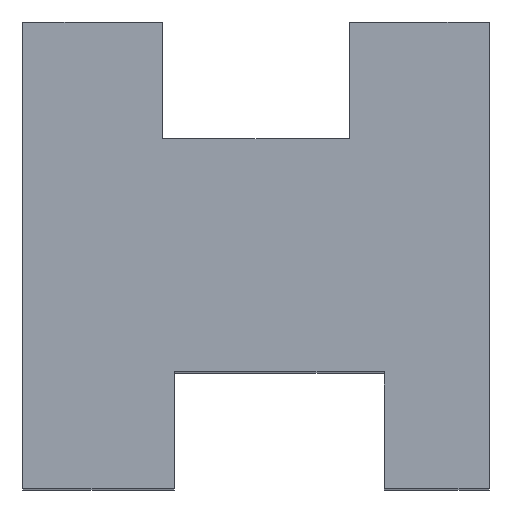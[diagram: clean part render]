
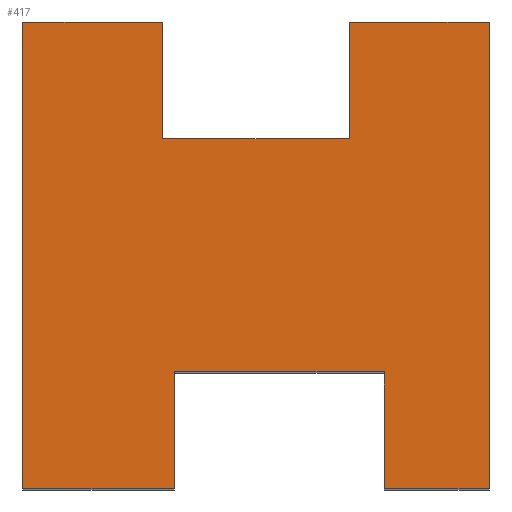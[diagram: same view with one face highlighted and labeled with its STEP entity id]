
A CAD part, top view. The second image highlights one B-rep face of the part: STEP entity #417.
In plain terms, the highlighted free-form (B-spline) face has degree [1, 1] with [2, 2] control points.
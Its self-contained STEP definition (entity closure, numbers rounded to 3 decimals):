
#21 = EDGE_CURVE('',#22,#24,#26,.T.);
#22 = VERTEX_POINT('',#23);
#23 = CARTESIAN_POINT('',(40.637,0.,91.761));
#24 = VERTEX_POINT('',#25);
#25 = CARTESIAN_POINT('',(52.435,0.,91.761));
#26 = B_SPLINE_CURVE_WITH_KNOTS('',1,(#27,#28),.UNSPECIFIED.,.F.,.F.,(2,
    2),(31.,40.),.PIECEWISE_BEZIER_KNOTS.);
#27 = CARTESIAN_POINT('',(40.637,0.,91.761));
#28 = CARTESIAN_POINT('',(52.435,0.,91.761));
#103 = VERTEX_POINT('',#104);
#104 = CARTESIAN_POINT('',(0.,0.,91.761));
#109 = EDGE_CURVE('',#110,#103,#112,.T.);
#110 = VERTEX_POINT('',#111);
#111 = CARTESIAN_POINT('',(0.,52.435,91.761));
#112 = B_SPLINE_CURVE_WITH_KNOTS('',1,(#113,#114),.UNSPECIFIED.,.F.,.F.,
  (2,2),(-40.,-0.),.PIECEWISE_BEZIER_KNOTS.);
#113 = CARTESIAN_POINT('',(0.,52.435,91.761));
#114 = CARTESIAN_POINT('',(0.,0.,91.761));
#157 = VERTEX_POINT('',#158);
#158 = CARTESIAN_POINT('',(17.041,0.,91.761));
#163 = EDGE_CURVE('',#103,#157,#164,.T.);
#164 = B_SPLINE_CURVE_WITH_KNOTS('',1,(#165,#166),.UNSPECIFIED.,.F.,.F.,
  (2,2),(0.,13.),.PIECEWISE_BEZIER_KNOTS.);
#165 = CARTESIAN_POINT('',(0.,0.,91.761));
#166 = CARTESIAN_POINT('',(17.041,0.,91.761));
#205 = VERTEX_POINT('',#206);
#206 = CARTESIAN_POINT('',(52.435,52.435,91.761
    ));
#211 = EDGE_CURVE('',#24,#205,#212,.T.);
#212 = B_SPLINE_CURVE_WITH_KNOTS('',1,(#213,#214),.UNSPECIFIED.,.F.,.F.,
  (2,2),(0.,40.),.PIECEWISE_BEZIER_KNOTS.);
#213 = CARTESIAN_POINT('',(52.435,0.,91.761));
#214 = CARTESIAN_POINT('',(52.435,52.435,91.761
    ));
#297 = VERTEX_POINT('',#298);
#298 = CARTESIAN_POINT('',(36.704,52.435,
    91.761));
#303 = EDGE_CURVE('',#205,#297,#304,.T.);
#304 = B_SPLINE_CURVE_WITH_KNOTS('',1,(#305,#306),.UNSPECIFIED.,.F.,.F.,
  (2,2),(-12.,-0.),.PIECEWISE_BEZIER_KNOTS.);
#305 = CARTESIAN_POINT('',(52.435,52.435,91.761
    ));
#306 = CARTESIAN_POINT('',(36.704,52.435,
    91.761));
#325 = VERTEX_POINT('',#326);
#326 = CARTESIAN_POINT('',(36.704,39.326,
    91.761));
#331 = EDGE_CURVE('',#297,#325,#332,.T.);
#332 = B_SPLINE_CURVE_WITH_KNOTS('',1,(#333,#334),.UNSPECIFIED.,.F.,.F.,
  (2,2),(-10.,0.),.PIECEWISE_BEZIER_KNOTS.);
#333 = CARTESIAN_POINT('',(36.704,52.435,
    91.761));
#334 = CARTESIAN_POINT('',(36.704,39.326,
    91.761));
#353 = VERTEX_POINT('',#354);
#354 = CARTESIAN_POINT('',(15.73,39.326,
    91.761));
#359 = EDGE_CURVE('',#325,#353,#360,.T.);
#360 = B_SPLINE_CURVE_WITH_KNOTS('',1,(#361,#362),.UNSPECIFIED.,.F.,.F.,
  (2,2),(-16.,-0.),.PIECEWISE_BEZIER_KNOTS.);
#361 = CARTESIAN_POINT('',(36.704,39.326,
    91.761));
#362 = CARTESIAN_POINT('',(15.73,39.326,
    91.761));
#381 = VERTEX_POINT('',#382);
#382 = CARTESIAN_POINT('',(15.73,52.435,
    91.761));
#387 = EDGE_CURVE('',#353,#381,#388,.T.);
#388 = B_SPLINE_CURVE_WITH_KNOTS('',1,(#389,#390),.UNSPECIFIED.,.F.,.F.,
  (2,2),(-10.,0.),.PIECEWISE_BEZIER_KNOTS.);
#389 = CARTESIAN_POINT('',(15.73,39.326,
    91.761));
#390 = CARTESIAN_POINT('',(15.73,52.435,
    91.761));
#407 = EDGE_CURVE('',#381,#110,#408,.T.);
#408 = B_SPLINE_CURVE_WITH_KNOTS('',1,(#409,#410),.UNSPECIFIED.,.F.,.F.,
  (2,2),(-12.,-0.),.PIECEWISE_BEZIER_KNOTS.);
#409 = CARTESIAN_POINT('',(15.73,52.435,
    91.761));
#410 = CARTESIAN_POINT('',(0.,52.435,91.761));
#417 = ADVANCED_FACE('',(#418),#448,.F.);
#418 = FACE_BOUND('',#419,.T.);
#419 = EDGE_LOOP('',(#420,#429,#434,#435,#436,#437,#438,#439,#440,#441,
    #442,#443));
#420 = ORIENTED_EDGE('',*,*,#421,.T.);
#421 = EDGE_CURVE('',#422,#424,#426,.T.);
#422 = VERTEX_POINT('',#423);
#423 = CARTESIAN_POINT('',(17.041,13.109,
    91.761));
#424 = VERTEX_POINT('',#425);
#425 = CARTESIAN_POINT('',(40.637,13.109,
    91.761));
#426 = B_SPLINE_CURVE_WITH_KNOTS('',1,(#427,#428),.UNSPECIFIED.,.F.,.F.,
  (2,2),(-18.,0.),.PIECEWISE_BEZIER_KNOTS.);
#427 = CARTESIAN_POINT('',(17.041,13.109,
    91.761));
#428 = CARTESIAN_POINT('',(40.637,13.109,
    91.761));
#429 = ORIENTED_EDGE('',*,*,#430,.T.);
#430 = EDGE_CURVE('',#424,#22,#431,.T.);
#431 = B_SPLINE_CURVE_WITH_KNOTS('',1,(#432,#433),.UNSPECIFIED.,.F.,.F.,
  (2,2),(-10.,-0.),.PIECEWISE_BEZIER_KNOTS.);
#432 = CARTESIAN_POINT('',(40.637,13.109,
    91.761));
#433 = CARTESIAN_POINT('',(40.637,0.,91.761));
#434 = ORIENTED_EDGE('',*,*,#21,.T.);
#435 = ORIENTED_EDGE('',*,*,#211,.T.);
#436 = ORIENTED_EDGE('',*,*,#303,.T.);
#437 = ORIENTED_EDGE('',*,*,#331,.T.);
#438 = ORIENTED_EDGE('',*,*,#359,.T.);
#439 = ORIENTED_EDGE('',*,*,#387,.T.);
#440 = ORIENTED_EDGE('',*,*,#407,.T.);
#441 = ORIENTED_EDGE('',*,*,#109,.T.);
#442 = ORIENTED_EDGE('',*,*,#163,.T.);
#443 = ORIENTED_EDGE('',*,*,#444,.T.);
#444 = EDGE_CURVE('',#157,#422,#445,.T.);
#445 = B_SPLINE_CURVE_WITH_KNOTS('',1,(#446,#447),.UNSPECIFIED.,.F.,.F.,
  (2,2),(0.,10.),.PIECEWISE_BEZIER_KNOTS.);
#446 = CARTESIAN_POINT('',(17.041,0.,91.761));
#447 = CARTESIAN_POINT('',(17.041,13.109,
    91.761));
#448 = B_SPLINE_SURFACE_WITH_KNOTS('',1,1,(
    (#449,#450)
    ,(#451,#452
    )),.UNSPECIFIED.,.F.,.F.,.F.,(2,2),(2,2),(-40.,0.),(0.,40.),
  .PIECEWISE_BEZIER_KNOTS.);
#449 = CARTESIAN_POINT('',(52.435,0.,91.761));
#450 = CARTESIAN_POINT('',(52.435,52.435,91.761
    ));
#451 = CARTESIAN_POINT('',(0.,0.,91.761));
#452 = CARTESIAN_POINT('',(0.,52.435,91.761));
